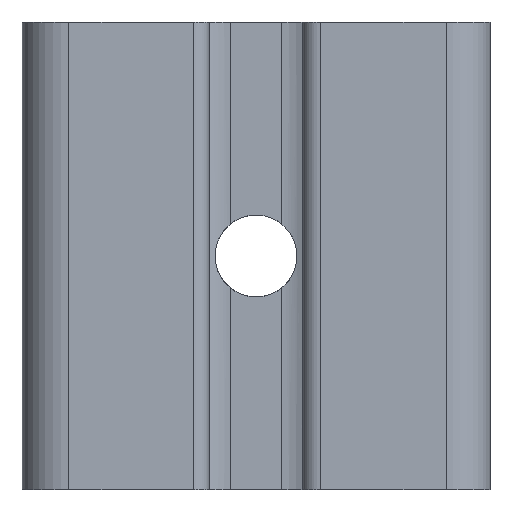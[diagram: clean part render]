
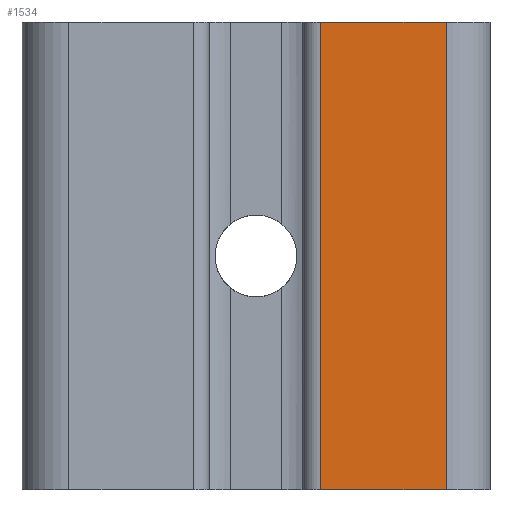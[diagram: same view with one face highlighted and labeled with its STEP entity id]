
A CAD part, front view. The second image highlights one B-rep face of the part: STEP entity #1534.
In plain terms, the highlighted planar face has unit normal (0, -1, 0).
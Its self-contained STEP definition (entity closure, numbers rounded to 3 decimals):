
#80=LINE('',#2907,#202);
#81=LINE('',#2911,#203);
#82=LINE('',#2913,#204);
#83=LINE('',#2914,#205);
#202=VECTOR('',#1984,40.);
#203=VECTOR('',#1989,10.768);
#204=VECTOR('',#1990,40.);
#205=VECTOR('',#1991,10.768);
#275=PLANE('',#1664);
#369=FACE_OUTER_BOUND('',#467,.T.);
#467=EDGE_LOOP('',(#1188,#1189,#1190,#1191));
#702=VERTEX_POINT('',#2904);
#703=VERTEX_POINT('',#2906);
#704=VERTEX_POINT('',#2910);
#705=VERTEX_POINT('',#2912);
#894=EDGE_CURVE('',#703,#702,#80,.T.);
#896=EDGE_CURVE('',#702,#704,#81,.T.);
#897=EDGE_CURVE('',#705,#704,#82,.T.);
#898=EDGE_CURVE('',#705,#703,#83,.T.);
#1188=ORIENTED_EDGE('',*,*,#896,.T.);
#1189=ORIENTED_EDGE('',*,*,#897,.F.);
#1190=ORIENTED_EDGE('',*,*,#898,.T.);
#1191=ORIENTED_EDGE('',*,*,#894,.T.);
#1534=ADVANCED_FACE('',(#369),#275,.T.);
#1664=AXIS2_PLACEMENT_3D('',#2909,#1987,#1988);
#1984=DIRECTION('',(0.,0.,1.));
#1987=DIRECTION('center_axis',(0.,-1.,0.));
#1988=DIRECTION('ref_axis',(0.,0.,-1.));
#1989=DIRECTION('',(-1.,0.,0.));
#1990=DIRECTION('',(0.,0.,1.));
#1991=DIRECTION('',(1.,0.,0.));
#2904=CARTESIAN_POINT('',(36.268,0.009,40.));
#2906=CARTESIAN_POINT('',(36.268,0.009,0.));
#2907=CARTESIAN_POINT('',(36.268,0.009,0.));
#2909=CARTESIAN_POINT('Origin',(36.268,0.009,0.));
#2910=CARTESIAN_POINT('',(25.5,0.009,40.));
#2911=CARTESIAN_POINT('',(25.5,0.009,40.));
#2912=CARTESIAN_POINT('',(25.5,0.009,0.));
#2913=CARTESIAN_POINT('',(25.5,0.009,0.));
#2914=CARTESIAN_POINT('',(25.5,0.009,0.));
